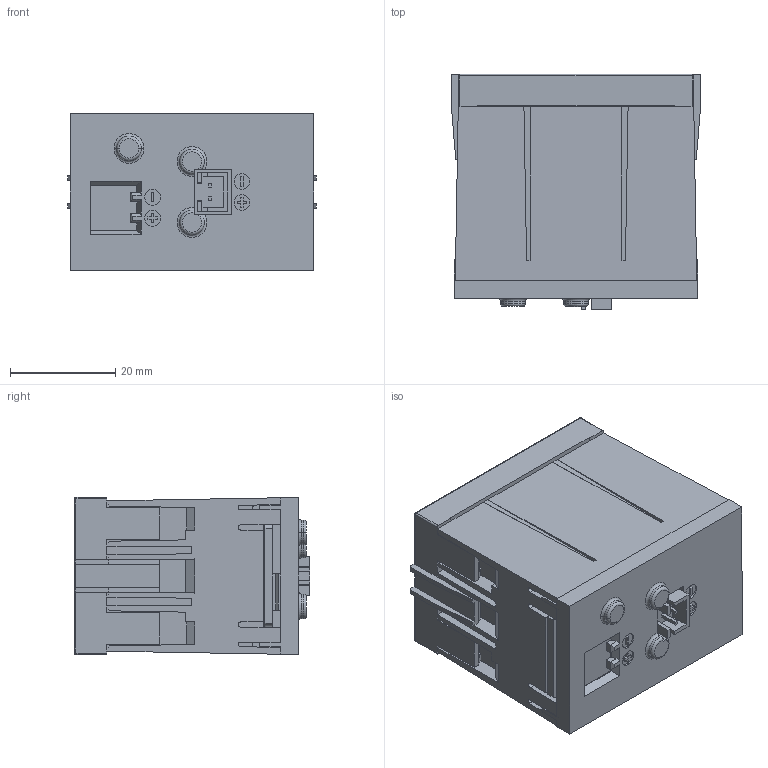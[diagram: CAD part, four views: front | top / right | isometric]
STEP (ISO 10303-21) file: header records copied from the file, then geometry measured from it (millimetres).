
FILE_DESCRIPTION(/* description */ (''),/* implementation_level */ '2;1');
FILE_NAME(/* name */ 'ASI_SAW22A._ipt.stp',/* time_stamp */ '2015-07-14T10:56:54+02:00',/* author */ ('thagel'),/* organization */ (''),/* preprocessor_version */ 'ST-DEVELOPER v15.2',/* originating_system */ 'Autodesk Inventor 2014',/* authorisation */ '');
FILE_SCHEMA (('AUTOMOTIVE_DESIGN { 1 0 10303 214 3 1 1 }'));
Length unit declared in the file: centimetre
Products named in the file (1): 3D-Zeichnungen vereinfacht für Kunden
Bounding box: 47.4 x 44.8 x 29.95 mm (x, y, z)
Volume: 49153.1 mm3; surface area: 17679.9 mm2
Topology: 1 solids, 2 shells, 672 faces, 1891 edges, 1169 vertices
Faces by surface type: plane 463, cylinder 140, sphere 32, torus 20, bspline 12, cone 5
Full cylindrical faces by diameter (mm): 21.2 x1
Entity records: 21849 total; most frequent: CARTESIAN_POINT 4613, ORIENTED_EDGE 3708, DIRECTION 3428, EDGE_CURVE 1852, LINE 1462, VECTOR 1462, VERTEX_POINT 1168, AXIS2_PLACEMENT_3D 983
